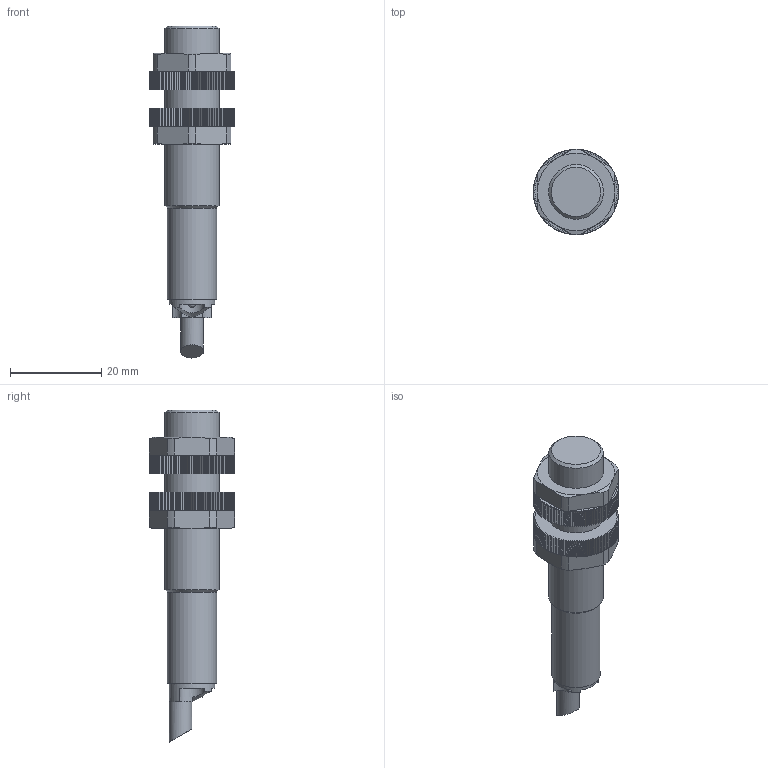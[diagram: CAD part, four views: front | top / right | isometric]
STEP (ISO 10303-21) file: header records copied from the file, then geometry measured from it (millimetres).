
FILE_DESCRIPTION(/* description */ ('STEP AP214'),/* implementation_level */ '2;1');
FILE_NAME(/* name */ '538335_SIED-M12NB-ZS-K-L-PA',/* time_stamp */ '2024-09-15T04:26:00+02:00',/* author */ ('License CC BY-ND 4.0'),/* organization */ ('CADENAS'),/* preprocessor_version */ 'ST-DEVELOPER v19.3',/* originating_system */ 'PARTsolutions',/* authorisation */ ' ');
FILE_SCHEMA (('AUTOMOTIVE_DESIGN {1 0 10303 214 3 1 1}'));
Length unit declared in the file: millimetre
Products named in the file (3): 538335 SIED-M12NB-ZS-K-L-PA; 538335 SIED-M12NB-ZS-K-L-PA_1; 538335 SIED-M12NB-ZS-K-L-PA_2
Assembly tree (3 placements, depth 2):
  538335 SIED-M12NB-ZS-K-L-PA
    538335 SIED-M12NB-ZS-K-L-PA_1
    538335 SIED-M12NB-ZS-K-L-PA_2  x2
Bounding box: 18.7 x 18.7 x 72.85 mm (x, y, z)
Volume: 9257.6 mm3; surface area: 5184.8 mm2
Topology: 3 solids, 3 shells, 911 faces, 2129 edges, 1223 vertices
Faces by surface type: plane 878, cone 19, cylinder 13, sphere 1
Full cylindrical faces by diameter (mm): 5 x1, 10 x1, 10.773 x1, 10.917 x2, 12 x1, 18.7 x2
Entity records: 12808 total; most frequent: CARTESIAN_POINT 2216, DIRECTION 2183, ORIENTED_EDGE 2144, EDGE_CURVE 1072, LINE 871, VECTOR 871, AXIS2_PLACEMENT_3D 656, VERTEX_POINT 622
